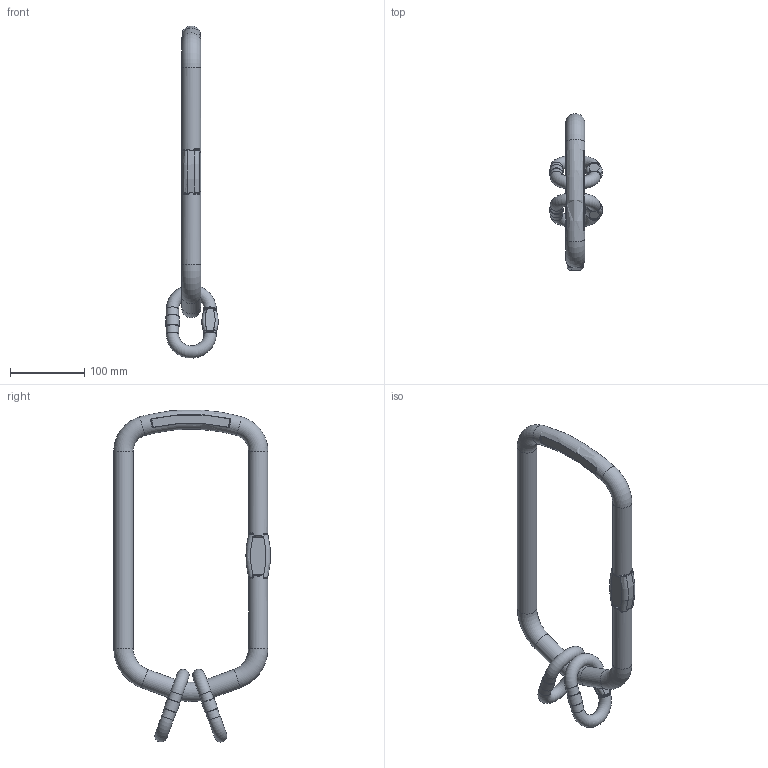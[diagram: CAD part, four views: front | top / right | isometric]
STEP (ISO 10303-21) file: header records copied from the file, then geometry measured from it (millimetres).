
FILE_DESCRIPTION(/* description */ (''),/* implementation_level */ '2;1');
FILE_NAME(/* name */ 'VLWP_2-10_4-7_8.stp',/* time_stamp */ '2018-02-23T11:43:41+01:00',/* author */ (''),/* organization */ (''),/* preprocessor_version */ 'ST-DEVELOPER v16',/* originating_system */ 'SIEMENS PLM Software NX 11.0',/* authorisation */ '');
FILE_SCHEMA (('AUTOMOTIVE_DESIGN { 1 0 10303 214 3 1 1 1 }'));
Length unit declared in the file: millimetre
Products named in the file (1): kch3EC42524lluy
Bounding box: 70.27 x 210.12 x 445.89 mm (x, y, z)
Volume: 630150.5 mm3; surface area: 106509.4 mm2
Topology: 3 solids, 3 shells, 319 faces, 780 edges, 454 vertices
Faces by surface type: bspline 152, plane 52, cylinder 51, torus 32, extrusion 20, cone 12
Full cylindrical faces by diameter (mm): 16.5 x4, 17.738 x2, 26 x5
Entity records: 13623 total; most frequent: CARTESIAN_POINT 7626, ORIENTED_EDGE 1450, DIRECTION 882, EDGE_CURVE 725, VERTEX_POINT 440, B_SPLINE_CURVE_WITH_KNOTS 405, AXIS2_PLACEMENT_3D 374, EDGE_LOOP 353
